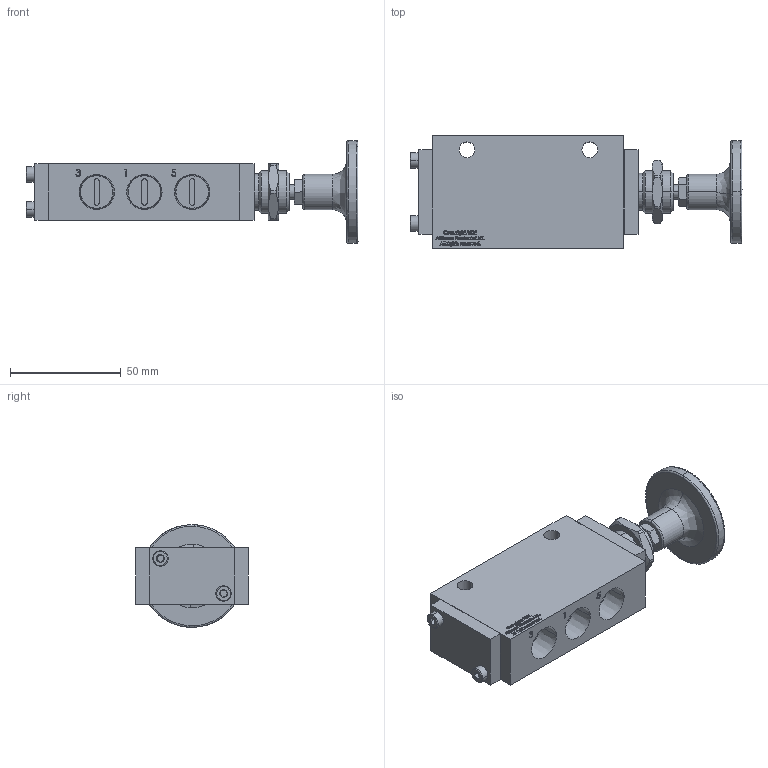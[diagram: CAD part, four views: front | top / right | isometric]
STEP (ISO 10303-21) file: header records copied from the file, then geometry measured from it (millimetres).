
FILE_DESCRIPTION (( 'STEP AP214' ), '1' );
FILE_NAME ('B2400-B40-VALVE-.38-NPT-5-2-VC-PPDET.STEP', '2021-07-30T07:26:27', ( '' ), ( '' ), 'SwSTEP 2.0', 'SolidWorks 2018', '' );
FILE_SCHEMA (( 'AUTOMOTIVE_DESIGN' ));
Length unit declared in the file: inch
Products named in the file (1): B2400-B40-VALVE-.38-NPT-5-2-VC-PPDET
Bounding box: 150.13 x 50.8 x 46.48 mm (x, y, z)
Volume: 127577 mm3; surface area: 34290.5 mm2
Topology: 3 solids, 3 shells, 2129 faces, 5568 edges, 3686 vertices
Faces by surface type: plane 1205, bspline 781, cone 81, cylinder 62
Entity records: 123467 total; most frequent: CARTESIAN_POINT 55195, ORIENTED_EDGE 11136, DIRECTION 6874, EDGE_CURVE 5568, VECTOR 3706, LINE 3706, VERTEX_POINT 3686, EDGE_LOOP 2374
